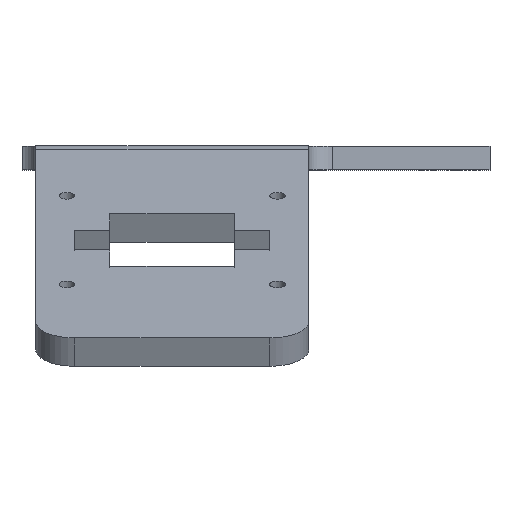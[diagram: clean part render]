
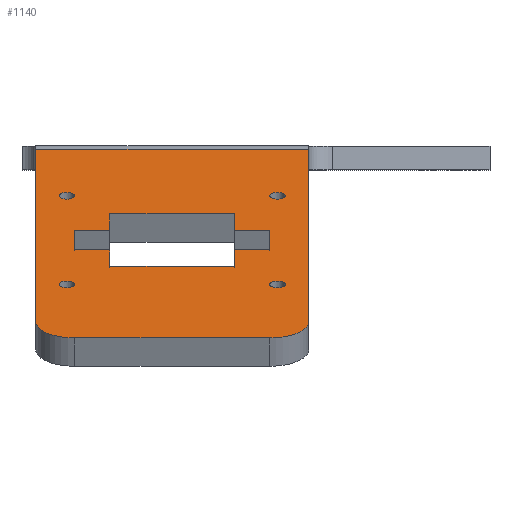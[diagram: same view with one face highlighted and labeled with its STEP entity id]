
A CAD part, top view. The second image highlights one B-rep face of the part: STEP entity #1140.
In plain terms, the highlighted planar face has unit normal (0, 0.906, 0.423).
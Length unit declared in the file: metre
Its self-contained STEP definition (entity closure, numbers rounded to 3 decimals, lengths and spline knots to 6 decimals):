
#70=LINE('',#1796,#167);
#89=LINE('',#1853,#186);
#90=LINE('',#1859,#187);
#91=LINE('',#1861,#188);
#92=LINE('',#1864,#189);
#93=LINE('',#1867,#190);
#94=LINE('',#1869,#191);
#95=LINE('',#1871,#192);
#96=LINE('',#1873,#193);
#97=LINE('',#1875,#194);
#98=LINE('',#1877,#195);
#99=LINE('',#1879,#196);
#100=LINE('',#1881,#197);
#101=LINE('',#1883,#198);
#102=LINE('',#1885,#199);
#103=LINE('',#1887,#200);
#167=VECTOR('',#1433,1.);
#186=VECTOR('',#1474,1.);
#187=VECTOR('',#1479,1.);
#188=VECTOR('',#1480,1.);
#189=VECTOR('',#1483,1.);
#190=VECTOR('',#1484,1.);
#191=VECTOR('',#1485,1.);
#192=VECTOR('',#1486,1.);
#193=VECTOR('',#1487,1.);
#194=VECTOR('',#1488,1.);
#195=VECTOR('',#1489,1.);
#196=VECTOR('',#1490,1.);
#197=VECTOR('',#1491,1.);
#198=VECTOR('',#1492,1.);
#199=VECTOR('',#1493,1.);
#200=VECTOR('',#1494,1.);
#322=ORIENTED_EDGE('',*,*,#627,.F.);
#323=ORIENTED_EDGE('',*,*,#628,.F.);
#324=ORIENTED_EDGE('',*,*,#629,.F.);
#325=ORIENTED_EDGE('',*,*,#630,.T.);
#326=ORIENTED_EDGE('',*,*,#631,.T.);
#327=ORIENTED_EDGE('',*,*,#602,.T.);
#328=ORIENTED_EDGE('',*,*,#632,.T.);
#329=ORIENTED_EDGE('',*,*,#633,.F.);
#330=ORIENTED_EDGE('',*,*,#634,.T.);
#331=ORIENTED_EDGE('',*,*,#635,.F.);
#332=ORIENTED_EDGE('',*,*,#636,.F.);
#333=ORIENTED_EDGE('',*,*,#637,.T.);
#334=ORIENTED_EDGE('',*,*,#638,.F.);
#335=ORIENTED_EDGE('',*,*,#639,.T.);
#336=ORIENTED_EDGE('',*,*,#640,.T.);
#337=ORIENTED_EDGE('',*,*,#641,.T.);
#338=ORIENTED_EDGE('',*,*,#642,.T.);
#339=ORIENTED_EDGE('',*,*,#643,.T.);
#340=ORIENTED_EDGE('',*,*,#644,.T.);
#341=ORIENTED_EDGE('',*,*,#645,.T.);
#342=ORIENTED_EDGE('',*,*,#646,.T.);
#343=ORIENTED_EDGE('',*,*,#647,.T.);
#602=EDGE_CURVE('',#755,#756,#70,.T.);
#627=EDGE_CURVE('',#779,#779,#845,.T.);
#628=EDGE_CURVE('',#780,#780,#846,.T.);
#629=EDGE_CURVE('',#781,#781,#847,.T.);
#630=EDGE_CURVE('',#782,#783,#89,.T.);
#631=EDGE_CURVE('',#783,#755,#848,.T.);
#632=EDGE_CURVE('',#756,#784,#849,.T.);
#633=EDGE_CURVE('',#785,#784,#90,.T.);
#634=EDGE_CURVE('',#785,#782,#91,.F.);
#635=EDGE_CURVE('',#786,#786,#850,.T.);
#636=EDGE_CURVE('',#787,#788,#92,.T.);
#637=EDGE_CURVE('',#787,#789,#93,.T.);
#638=EDGE_CURVE('',#790,#789,#94,.T.);
#639=EDGE_CURVE('',#790,#791,#95,.T.);
#640=EDGE_CURVE('',#791,#792,#96,.T.);
#641=EDGE_CURVE('',#792,#793,#97,.T.);
#642=EDGE_CURVE('',#793,#794,#98,.T.);
#643=EDGE_CURVE('',#794,#795,#99,.T.);
#644=EDGE_CURVE('',#795,#796,#100,.T.);
#645=EDGE_CURVE('',#796,#797,#101,.T.);
#646=EDGE_CURVE('',#797,#798,#102,.T.);
#647=EDGE_CURVE('',#798,#788,#103,.T.);
#755=VERTEX_POINT('',#1797);
#756=VERTEX_POINT('',#1798);
#779=VERTEX_POINT('',#1848);
#780=VERTEX_POINT('',#1850);
#781=VERTEX_POINT('',#1852);
#782=VERTEX_POINT('',#1854);
#783=VERTEX_POINT('',#1855);
#784=VERTEX_POINT('',#1858);
#785=VERTEX_POINT('',#1860);
#786=VERTEX_POINT('',#1863);
#787=VERTEX_POINT('',#1865);
#788=VERTEX_POINT('',#1866);
#789=VERTEX_POINT('',#1868);
#790=VERTEX_POINT('',#1870);
#791=VERTEX_POINT('',#1872);
#792=VERTEX_POINT('',#1874);
#793=VERTEX_POINT('',#1876);
#794=VERTEX_POINT('',#1878);
#795=VERTEX_POINT('',#1880);
#796=VERTEX_POINT('',#1882);
#797=VERTEX_POINT('',#1884);
#798=VERTEX_POINT('',#1886);
#845=CIRCLE('',#1255,0.001);
#846=CIRCLE('',#1256,0.001);
#847=CIRCLE('',#1257,0.001);
#848=CIRCLE('',#1258,0.005);
#849=CIRCLE('',#1259,0.005);
#850=CIRCLE('',#1260,0.001);
#896=EDGE_LOOP('',(#322));
#897=EDGE_LOOP('',(#323));
#898=EDGE_LOOP('',(#324));
#899=EDGE_LOOP('',(#325,#326,#327,#328,#329,#330));
#900=EDGE_LOOP('',(#331));
#901=EDGE_LOOP('',(#332,#333,#334,#335,#336,#337,#338,#339,#340,#341,#342,
#343));
#1015=FACE_BOUND('',#896,.T.);
#1016=FACE_BOUND('',#897,.T.);
#1017=FACE_BOUND('',#898,.T.);
#1018=FACE_BOUND('',#899,.T.);
#1019=FACE_BOUND('',#900,.T.);
#1020=FACE_BOUND('',#901,.T.);
#1105=PLANE('',#1254);
#1140=ADVANCED_FACE('',(#1015,#1016,#1017,#1018,#1019,#1020),#1105,.T.);
#1254=AXIS2_PLACEMENT_3D('',#1846,#1466,#1467);
#1255=AXIS2_PLACEMENT_3D('',#1847,#1468,#1469);
#1256=AXIS2_PLACEMENT_3D('',#1849,#1470,#1471);
#1257=AXIS2_PLACEMENT_3D('',#1851,#1472,#1473);
#1258=AXIS2_PLACEMENT_3D('',#1856,#1475,#1476);
#1259=AXIS2_PLACEMENT_3D('',#1857,#1477,#1478);
#1260=AXIS2_PLACEMENT_3D('',#1862,#1481,#1482);
#1433=DIRECTION('',(1.,0.,0.));
#1466=DIRECTION('',(0.,0.906,0.423));
#1467=DIRECTION('',(0.,-0.423,0.906));
#1468=DIRECTION('',(0.,0.906,0.423));
#1469=DIRECTION('',(0.,-0.423,0.906));
#1470=DIRECTION('',(0.,0.906,0.423));
#1471=DIRECTION('',(0.,-0.423,0.906));
#1472=DIRECTION('',(0.,0.906,0.423));
#1473=DIRECTION('',(0.,-0.423,0.906));
#1474=DIRECTION('',(0.,-0.423,0.906));
#1475=DIRECTION('',(0.,0.906,0.423));
#1476=DIRECTION('',(0.,-0.423,0.906));
#1477=DIRECTION('',(0.,0.906,0.423));
#1478=DIRECTION('',(0.,-0.423,0.906));
#1479=DIRECTION('',(0.,-0.423,0.906));
#1480=DIRECTION('',(1.,0.,0.));
#1481=DIRECTION('',(0.,0.906,0.423));
#1482=DIRECTION('',(0.,-0.423,0.906));
#1483=DIRECTION('',(1.,0.,0.));
#1484=DIRECTION('',(0.,0.423,-0.906));
#1485=DIRECTION('',(1.,0.,0.));
#1486=DIRECTION('',(0.,0.423,-0.906));
#1487=DIRECTION('',(1.,0.,0.));
#1488=DIRECTION('',(0.,0.423,-0.906));
#1489=DIRECTION('',(1.,0.,0.));
#1490=DIRECTION('',(0.,-0.423,0.906));
#1491=DIRECTION('',(1.,0.,0.));
#1492=DIRECTION('',(0.,-0.423,0.906));
#1493=DIRECTION('',(-1.,0.,0.));
#1494=DIRECTION('',(0.,-0.423,0.906));
#1796=CARTESIAN_POINT('',(-0.019254,0.015538,0.109038));
#1797=CARTESIAN_POINT('',(-0.0125,0.015538,0.109038));
#1798=CARTESIAN_POINT('',(0.0125,0.015538,0.109038));
#1846=CARTESIAN_POINT('',(-0.019254,0.027904,0.082519));
#1847=CARTESIAN_POINT('',(-0.0135,0.033833,0.069805));
#1848=CARTESIAN_POINT('',(-0.0135,0.03341,0.070711));
#1849=CARTESIAN_POINT('',(0.0135,0.033833,0.069805));
#1850=CARTESIAN_POINT('',(0.0135,0.03341,0.070711));
#1851=CARTESIAN_POINT('',(0.0135,0.022422,0.094275));
#1852=CARTESIAN_POINT('',(0.0135,0.021999,0.095182));
#1853=CARTESIAN_POINT('',(-0.0175,0.027904,0.082519));
#1854=CARTESIAN_POINT('',(-0.0175,0.039802,0.057005));
#1855=CARTESIAN_POINT('',(-0.0175,0.017651,0.104506));
#1856=CARTESIAN_POINT('',(-0.0125,0.017651,0.104506));
#1857=CARTESIAN_POINT('',(0.0125,0.017651,0.104506));
#1858=CARTESIAN_POINT('',(0.0175,0.017651,0.104506));
#1859=CARTESIAN_POINT('',(0.0175,0.027904,0.082519));
#1860=CARTESIAN_POINT('',(0.0175,0.039802,0.057005));
#1861=CARTESIAN_POINT('',(-0.019254,0.039802,0.057005));
#1862=CARTESIAN_POINT('',(-0.0135,0.022422,0.094275));
#1863=CARTESIAN_POINT('',(-0.0135,0.021999,0.095182));
#1864=CARTESIAN_POINT('',(-0.019254,0.024746,0.089291));
#1865=CARTESIAN_POINT('',(-0.008,0.024746,0.089291));
#1866=CARTESIAN_POINT('',(0.008,0.024746,0.089291));
#1867=CARTESIAN_POINT('',(-0.008,0.027904,0.082519));
#1868=CARTESIAN_POINT('',(-0.008,0.026859,0.084759));
#1869=CARTESIAN_POINT('',(-0.019254,0.026859,0.084759));
#1870=CARTESIAN_POINT('',(-0.0125,0.026859,0.084759));
#1871=CARTESIAN_POINT('',(-0.0125,0.027904,0.082519));
#1872=CARTESIAN_POINT('',(-0.0125,0.029395,0.079321));
#1873=CARTESIAN_POINT('',(-0.019254,0.029395,0.079321));
#1874=CARTESIAN_POINT('',(-0.008,0.029395,0.079321));
#1875=CARTESIAN_POINT('',(-0.008,0.027904,0.082519));
#1876=CARTESIAN_POINT('',(-0.008,0.031508,0.07479));
#1877=CARTESIAN_POINT('',(-0.019254,0.031508,0.07479));
#1878=CARTESIAN_POINT('',(0.008,0.031508,0.07479));
#1879=CARTESIAN_POINT('',(0.008,0.027904,0.082519));
#1880=CARTESIAN_POINT('',(0.008,0.029395,0.079321));
#1881=CARTESIAN_POINT('',(-0.019254,0.029395,0.079321));
#1882=CARTESIAN_POINT('',(0.0125,0.029395,0.079321));
#1883=CARTESIAN_POINT('',(0.0125,0.027904,0.082519));
#1884=CARTESIAN_POINT('',(0.0125,0.026859,0.084759));
#1885=CARTESIAN_POINT('',(-0.019254,0.026859,0.084759));
#1886=CARTESIAN_POINT('',(0.008,0.026859,0.084759));
#1887=CARTESIAN_POINT('',(0.008,0.027904,0.082519));
